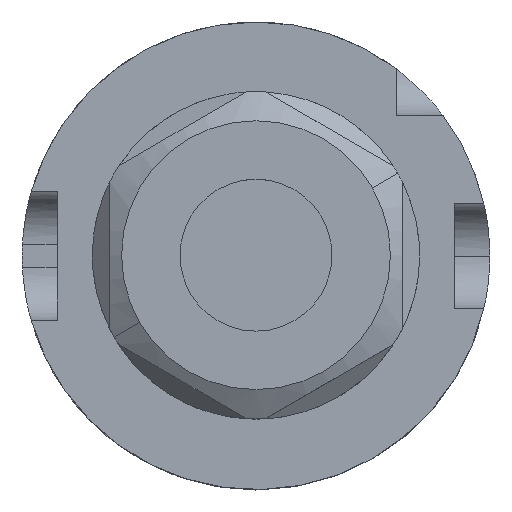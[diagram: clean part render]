
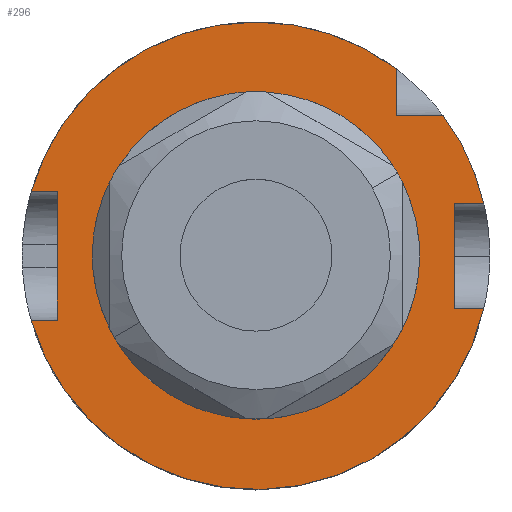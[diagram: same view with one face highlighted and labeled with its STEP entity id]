
A CAD part, top view. The second image highlights one B-rep face of the part: STEP entity #296.
In plain terms, the highlighted planar face has unit normal (0, 0, 1).
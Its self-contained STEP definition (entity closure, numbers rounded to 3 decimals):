
#48=FACE_BOUND('',#614,.T.);
#49=FACE_BOUND('',#615,.T.);
#195=PLANE('',#2675);
#296=ADVANCED_FACE('',(#48,#49),#195,.T.);
#614=EDGE_LOOP('',(#1299,#1300,#1301,#1302,#1303,#1304,#1305,#1306,#1307,
#1308,#1309));
#615=EDGE_LOOP('',(#1310,#1311));
#781=LINE('',#4620,#926);
#782=LINE('',#4622,#927);
#783=LINE('',#4624,#928);
#784=LINE('',#4626,#929);
#785=LINE('',#4627,#930);
#786=LINE('',#4629,#931);
#787=LINE('',#4630,#932);
#788=LINE('',#4632,#933);
#926=VECTOR('',#3188,1.);
#927=VECTOR('',#3189,1.);
#928=VECTOR('',#3190,1.);
#929=VECTOR('',#3191,1.);
#930=VECTOR('',#3192,1.);
#931=VECTOR('',#3193,1.);
#932=VECTOR('',#3194,1.);
#933=VECTOR('',#3195,1.);
#1299=ORIENTED_EDGE('',*,*,#2234,.F.);
#1300=ORIENTED_EDGE('',*,*,#2204,.T.);
#1301=ORIENTED_EDGE('',*,*,#2235,.T.);
#1302=ORIENTED_EDGE('',*,*,#2236,.F.);
#1303=ORIENTED_EDGE('',*,*,#2237,.F.);
#1304=ORIENTED_EDGE('',*,*,#2230,.T.);
#1305=ORIENTED_EDGE('',*,*,#2238,.T.);
#1306=ORIENTED_EDGE('',*,*,#2239,.F.);
#1307=ORIENTED_EDGE('',*,*,#2227,.T.);
#1308=ORIENTED_EDGE('',*,*,#2240,.T.);
#1309=ORIENTED_EDGE('',*,*,#2241,.T.);
#1310=ORIENTED_EDGE('',*,*,#2242,.F.);
#1311=ORIENTED_EDGE('',*,*,#2065,.F.);
#1810=VERTEX_POINT('',#3711);
#1811=VERTEX_POINT('',#3713);
#1908=VERTEX_POINT('',#4474);
#1910=VERTEX_POINT('',#4478);
#1925=VERTEX_POINT('',#4604);
#1926=VERTEX_POINT('',#4606);
#1928=VERTEX_POINT('',#4612);
#1929=VERTEX_POINT('',#4613);
#1932=VERTEX_POINT('',#4621);
#1933=VERTEX_POINT('',#4623);
#1934=VERTEX_POINT('',#4625);
#1935=VERTEX_POINT('',#4628);
#1936=VERTEX_POINT('',#4631);
#2065=EDGE_CURVE('',#1810,#1811,#2418,.T.);
#2204=EDGE_CURVE('',#1908,#1910,#2467,.T.);
#2227=EDGE_CURVE('',#1926,#1925,#2475,.T.);
#2230=EDGE_CURVE('',#1928,#1929,#2477,.T.);
#2234=EDGE_CURVE('',#1908,#1932,#781,.T.);
#2235=EDGE_CURVE('',#1910,#1933,#782,.T.);
#2236=EDGE_CURVE('',#1934,#1933,#783,.T.);
#2237=EDGE_CURVE('',#1928,#1934,#784,.T.);
#2238=EDGE_CURVE('',#1929,#1935,#785,.T.);
#2239=EDGE_CURVE('',#1926,#1935,#786,.T.);
#2240=EDGE_CURVE('',#1925,#1936,#787,.T.);
#2241=EDGE_CURVE('',#1936,#1932,#788,.T.);
#2242=EDGE_CURVE('',#1811,#1810,#2479,.T.);
#2418=CIRCLE('',#2578,12.);
#2467=CIRCLE('',#2652,20.);
#2475=CIRCLE('',#2668,20.);
#2477=CIRCLE('',#2671,20.);
#2479=CIRCLE('',#2674,12.);
#2578=AXIS2_PLACEMENT_3D('',#3712,#2940,#2941);
#2652=AXIS2_PLACEMENT_3D('',#4479,#3134,#3135);
#2668=AXIS2_PLACEMENT_3D('',#4605,#3173,#3174);
#2671=AXIS2_PLACEMENT_3D('',#4611,#3180,#3181);
#2674=AXIS2_PLACEMENT_3D('',#4633,#3196,#3197);
#2675=AXIS2_PLACEMENT_3D('',#4634,#3198,#3199);
#2940=DIRECTION('',(0.,0.,1.));
#2941=DIRECTION('',(-1.,0.,0.));
#3134=DIRECTION('',(0.,0.,1.));
#3135=DIRECTION('',(-1.,0.,0.));
#3173=DIRECTION('',(0.,0.,1.));
#3174=DIRECTION('',(-1.,0.,0.));
#3180=DIRECTION('',(0.,0.,1.));
#3181=DIRECTION('',(-1.,0.,0.));
#3188=DIRECTION('',(1.,0.,0.));
#3189=DIRECTION('',(-1.,0.,0.));
#3190=DIRECTION('',(0.,-1.,0.));
#3191=DIRECTION('',(-1.,0.,0.));
#3192=DIRECTION('',(-1.,0.,0.));
#3193=DIRECTION('',(0.,-1.,0.));
#3194=DIRECTION('',(1.,0.,0.));
#3195=DIRECTION('',(0.,-1.,0.));
#3196=DIRECTION('',(0.,0.,1.));
#3197=DIRECTION('',(-1.,0.,0.));
#3198=DIRECTION('',(0.,0.,1.));
#3199=DIRECTION('',(1.,0.,0.));
#3711=CARTESIAN_POINT('',(12.,0.,20.));
#3712=CARTESIAN_POINT('',(0.,0.,20.));
#3713=CARTESIAN_POINT('',(-12.,0.,20.));
#4474=CARTESIAN_POINT('',(-19.229,-5.5,20.));
#4478=CARTESIAN_POINT('',(19.487,-4.5,20.));
#4479=CARTESIAN_POINT('',(0.,0.,20.));
#4604=CARTESIAN_POINT('',(-19.229,5.5,20.));
#4605=CARTESIAN_POINT('',(0.,0.,20.));
#4606=CARTESIAN_POINT('',(12.,16.,20.));
#4611=CARTESIAN_POINT('',(0.,0.,20.));
#4612=CARTESIAN_POINT('',(19.487,4.5,20.));
#4613=CARTESIAN_POINT('',(16.,12.,20.));
#4620=CARTESIAN_POINT('',(-20.001,-5.5,20.));
#4621=CARTESIAN_POINT('',(-17.,-5.5,20.));
#4622=CARTESIAN_POINT('',(20.001,-4.5,20.));
#4623=CARTESIAN_POINT('',(17.,-4.5,20.));
#4624=CARTESIAN_POINT('',(17.,4.5,20.));
#4625=CARTESIAN_POINT('',(17.,4.5,20.));
#4626=CARTESIAN_POINT('',(20.001,4.5,20.));
#4627=CARTESIAN_POINT('',(20.001,12.,20.));
#4628=CARTESIAN_POINT('',(12.,12.,20.));
#4629=CARTESIAN_POINT('',(12.,16.,20.));
#4630=CARTESIAN_POINT('',(-20.001,5.5,20.));
#4631=CARTESIAN_POINT('',(-17.,5.5,20.));
#4632=CARTESIAN_POINT('',(-17.,5.5,20.));
#4633=CARTESIAN_POINT('',(0.,0.,20.));
#4634=CARTESIAN_POINT('',(0.,-20.,20.));
